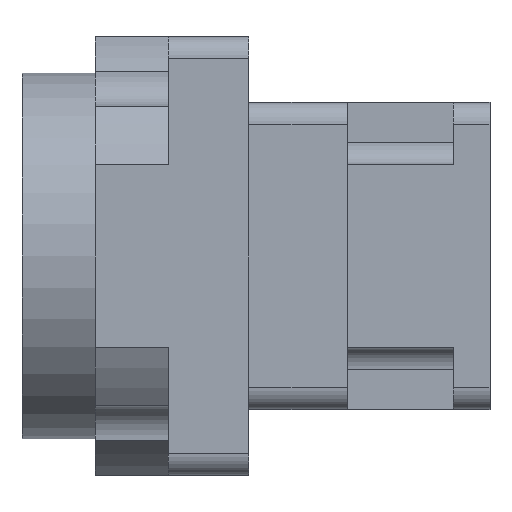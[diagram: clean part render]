
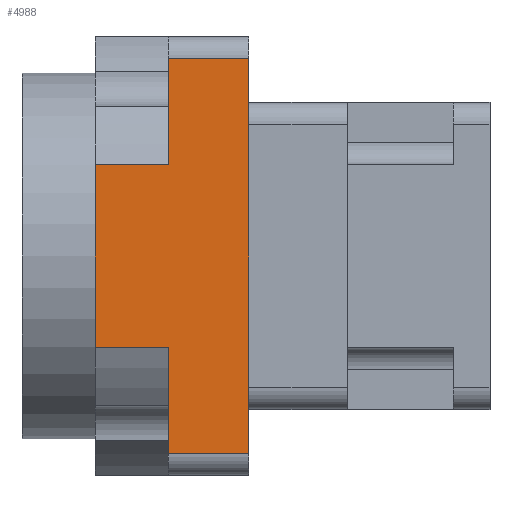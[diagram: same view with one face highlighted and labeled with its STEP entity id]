
A CAD part, left-side view. The second image highlights one B-rep face of the part: STEP entity #4988.
In plain terms, the highlighted planar face has unit normal (-1, 0, 0).
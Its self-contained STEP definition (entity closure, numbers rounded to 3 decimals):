
#36 = VECTOR ( 'NONE', #5723, 1000. ) ;
#82 = VERTEX_POINT ( 'NONE', #9347 ) ;
#109 = DIRECTION ( 'NONE',  ( 0., 0., -1. ) ) ;
#196 = CARTESIAN_POINT ( 'NONE',  ( -30., 0., -27. ) ) ;
#722 = EDGE_LOOP ( 'NONE', ( #10595, #2018, #4126, #3401, #6264, #5849, #7982, #1387 ) ) ;
#829 = CARTESIAN_POINT ( 'NONE',  ( -30., 0., 27. ) ) ;
#1343 = LINE ( 'NONE', #11515, #10858 ) ;
#1387 = ORIENTED_EDGE ( 'NONE', *, *, #10081, .T. ) ;
#1432 = EDGE_CURVE ( 'NONE', #82, #2813, #1343, .T. ) ;
#1622 = CARTESIAN_POINT ( 'NONE',  ( -30., 11., 27. ) ) ;
#2018 = ORIENTED_EDGE ( 'NONE', *, *, #5101, .F. ) ;
#2285 = EDGE_CURVE ( 'NONE', #9713, #6345, #3777, .T. ) ;
#2333 = CARTESIAN_POINT ( 'NONE',  ( -30., 21., -12.5 ) ) ;
#2365 = LINE ( 'NONE', #5460, #6983 ) ;
#2564 = CARTESIAN_POINT ( 'NONE',  ( -30., 11., -27. ) ) ;
#2601 = EDGE_CURVE ( 'NONE', #4154, #10749, #4941, .T. ) ;
#2813 = VERTEX_POINT ( 'NONE', #4507 ) ;
#3042 = DIRECTION ( 'NONE',  ( 0., -1., 0. ) ) ;
#3322 = CARTESIAN_POINT ( 'NONE',  ( -30., 11., 12.5 ) ) ;
#3401 = ORIENTED_EDGE ( 'NONE', *, *, #5166, .F. ) ;
#3606 = VECTOR ( 'NONE', #3042, 1000. ) ;
#3703 = CARTESIAN_POINT ( 'NONE',  ( -30., 11., 27. ) ) ;
#3777 = LINE ( 'NONE', #2564, #10826 ) ;
#3902 = DIRECTION ( 'NONE',  ( 0., -1., 0. ) ) ;
#3975 = EDGE_CURVE ( 'NONE', #11117, #2813, #6064, .T. ) ;
#4126 = ORIENTED_EDGE ( 'NONE', *, *, #2285, .F. ) ;
#4154 = VERTEX_POINT ( 'NONE', #11645 ) ;
#4223 = CARTESIAN_POINT ( 'NONE',  ( -30., 21., 12.5 ) ) ;
#4507 = CARTESIAN_POINT ( 'NONE',  ( -30., 11., -12.5 ) ) ;
#4609 = AXIS2_PLACEMENT_3D ( 'NONE', #6509, #5627, #109 ) ;
#4697 = PLANE ( 'NONE',  #4609 ) ;
#4885 = CARTESIAN_POINT ( 'NONE',  ( -30., 21., -12.5 ) ) ;
#4941 = LINE ( 'NONE', #196, #36 ) ;
#4988 = ADVANCED_FACE ( 'NONE', ( #11749 ), #4697, .F. ) ;
#5101 = EDGE_CURVE ( 'NONE', #6345, #10749, #10573, .T. ) ;
#5166 = EDGE_CURVE ( 'NONE', #6661, #9713, #2365, .T. ) ;
#5460 = CARTESIAN_POINT ( 'NONE',  ( -30., 21., 12.5 ) ) ;
#5627 = DIRECTION ( 'NONE',  ( 1., 0., 0. ) ) ;
#5723 = DIRECTION ( 'NONE',  ( 0., 0., 1. ) ) ;
#5849 = ORIENTED_EDGE ( 'NONE', *, *, #3975, .T. ) ;
#5987 = CARTESIAN_POINT ( 'NONE',  ( -30., 21., -12.5 ) ) ;
#6064 = LINE ( 'NONE', #4885, #3606 ) ;
#6084 = EDGE_CURVE ( 'NONE', #11117, #6661, #7249, .T. ) ;
#6264 = ORIENTED_EDGE ( 'NONE', *, *, #6084, .F. ) ;
#6306 = VECTOR ( 'NONE', #3902, 1000. ) ;
#6345 = VERTEX_POINT ( 'NONE', #3703 ) ;
#6509 = CARTESIAN_POINT ( 'NONE',  ( -30., 11., -27. ) ) ;
#6661 = VERTEX_POINT ( 'NONE', #4223 ) ;
#6957 = VECTOR ( 'NONE', #7841, 1000. ) ;
#6983 = VECTOR ( 'NONE', #11917, 1000. ) ;
#7249 = LINE ( 'NONE', #2333, #6957 ) ;
#7841 = DIRECTION ( 'NONE',  ( 0., 0., 1. ) ) ;
#7982 = ORIENTED_EDGE ( 'NONE', *, *, #1432, .F. ) ;
#8049 = DIRECTION ( 'NONE',  ( 0., 0., 1. ) ) ;
#8051 = DIRECTION ( 'NONE',  ( 0., -1., 0. ) ) ;
#8116 = VECTOR ( 'NONE', #8051, 1000. ) ;
#8512 = CARTESIAN_POINT ( 'NONE',  ( -30., 11., -27. ) ) ;
#9026 = LINE ( 'NONE', #8512, #6306 ) ;
#9347 = CARTESIAN_POINT ( 'NONE',  ( -30., 11., -27. ) ) ;
#9713 = VERTEX_POINT ( 'NONE', #3322 ) ;
#10081 = EDGE_CURVE ( 'NONE', #82, #4154, #9026, .T. ) ;
#10573 = LINE ( 'NONE', #1622, #8116 ) ;
#10580 = DIRECTION ( 'NONE',  ( 0., 0., 1. ) ) ;
#10595 = ORIENTED_EDGE ( 'NONE', *, *, #2601, .T. ) ;
#10749 = VERTEX_POINT ( 'NONE', #829 ) ;
#10826 = VECTOR ( 'NONE', #8049, 1000. ) ;
#10858 = VECTOR ( 'NONE', #10580, 1000. ) ;
#11117 = VERTEX_POINT ( 'NONE', #5987 ) ;
#11515 = CARTESIAN_POINT ( 'NONE',  ( -30., 11., -27. ) ) ;
#11645 = CARTESIAN_POINT ( 'NONE',  ( -30., 0., -27. ) ) ;
#11749 = FACE_OUTER_BOUND ( 'NONE', #722, .T. ) ;
#11917 = DIRECTION ( 'NONE',  ( 0., -1., 0. ) ) ;
